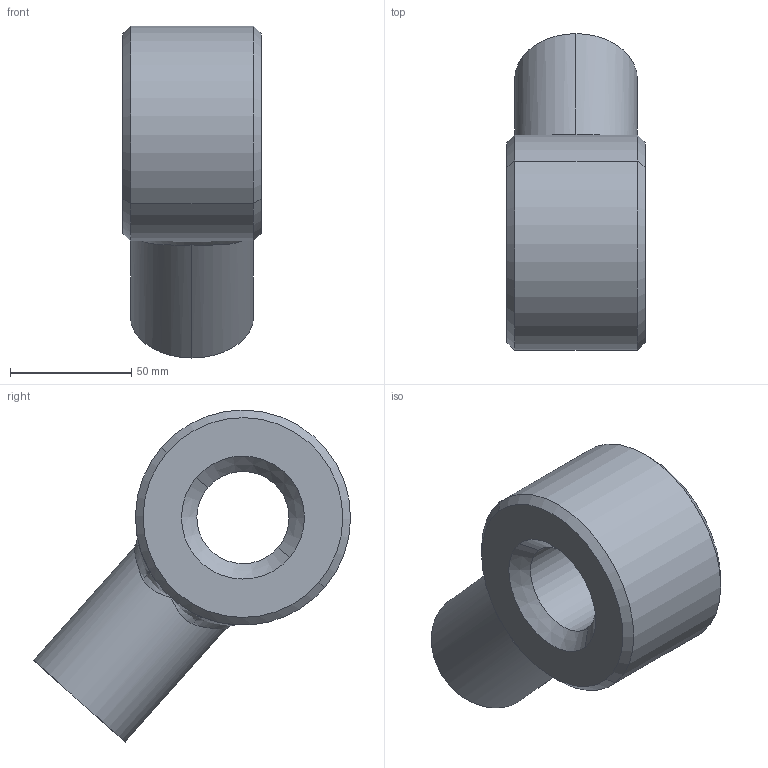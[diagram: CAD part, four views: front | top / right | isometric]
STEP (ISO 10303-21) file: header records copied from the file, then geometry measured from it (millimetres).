
FILE_DESCRIPTION (( 'STEP AP203' ), '1' );
FILE_NAME ('TiltActRod_Secondary.STEP', '2023-07-27T05:56:53', ( '' ), ( '' ), 'SwSTEP 2.0', 'SolidWorks 2021', '' );
FILE_SCHEMA (( 'CONFIG_CONTROL_DESIGN' ));
Length unit declared in the file: centimetre
Products named in the file (3): Tilt Cylinder _1_; TiltActRod_Secondary; Part 1-7
Assembly tree (2 placements, depth 3):
  TiltActRod_Secondary
    Tilt Cylinder _1_
      Part 1-7
Bounding box: 57.15 x 131.02 x 137.18 mm (x, y, z)
Volume: 394191.2 mm3; surface area: 42138 mm2
Topology: 1 solids, 1 shells, 27 faces, 62 edges, 34 vertices
Faces by surface type: cylinder 9, cone 8, bspline 6, plane 4
Entity records: 1705 total; most frequent: CARTESIAN_POINT 829, DIRECTION 134, ORIENTED_EDGE 116, AXIS2_PLACEMENT_3D 59, EDGE_CURVE 58, VERTEX_POINT 34, CIRCLE 32, EDGE_LOOP 30
